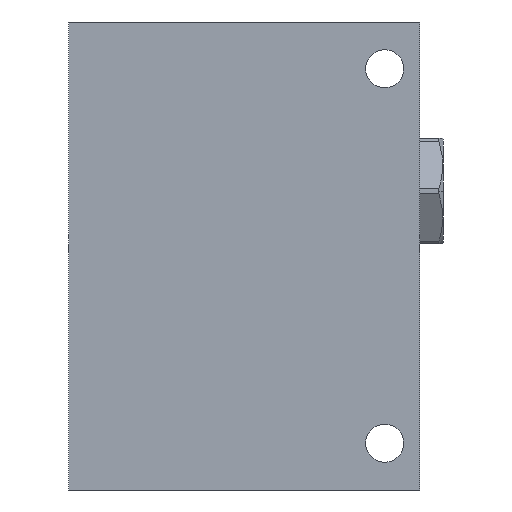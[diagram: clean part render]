
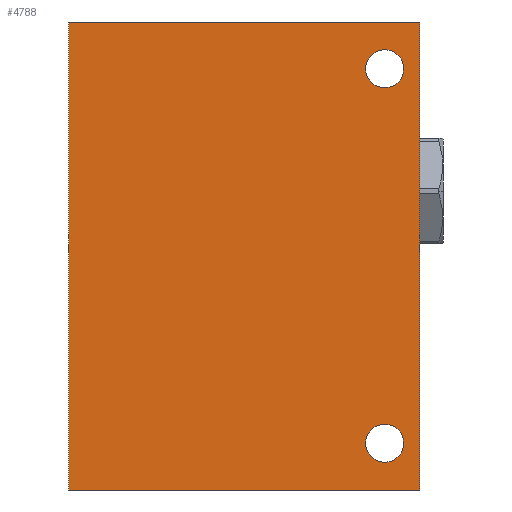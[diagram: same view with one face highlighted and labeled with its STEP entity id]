
A CAD part, left-side view. The second image highlights one B-rep face of the part: STEP entity #4788.
In plain terms, the highlighted planar face has unit normal (-1, 0, 0).
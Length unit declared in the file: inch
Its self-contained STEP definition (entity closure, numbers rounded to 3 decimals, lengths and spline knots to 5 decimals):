
#1=DIRECTION('',(0.,-1.,0.));
#2=VECTOR('',#1,3.75);
#3=CARTESIAN_POINT('',(0.,0.,0.));
#4=LINE('',#3,#2);
#57=DIRECTION('',(0.,0.,1.));
#58=VECTOR('',#57,5.);
#59=CARTESIAN_POINT('',(0.,0.,0.));
#60=LINE('',#59,#58);
#61=CARTESIAN_POINT('',(0.,-3.375,4.5));
#62=DIRECTION('',(-1.,0.,0.));
#63=DIRECTION('',(0.,1.,0.));
#64=AXIS2_PLACEMENT_3D('',#61,#62,#63);
#66=CARTESIAN_POINT('',(0.,-3.375,4.5));
#67=DIRECTION('',(-1.,0.,0.));
#68=DIRECTION('',(0.,-1.,0.));
#69=AXIS2_PLACEMENT_3D('',#66,#67,#68);
#71=CARTESIAN_POINT('',(0.,-3.375,0.5));
#72=DIRECTION('',(-1.,0.,0.));
#73=DIRECTION('',(0.,1.,0.));
#74=AXIS2_PLACEMENT_3D('',#71,#72,#73);
#76=CARTESIAN_POINT('',(0.,-3.375,0.5));
#77=DIRECTION('',(-1.,0.,0.));
#78=DIRECTION('',(0.,-1.,0.));
#79=AXIS2_PLACEMENT_3D('',#76,#77,#78);
#119=DIRECTION('',(0.,0.,1.));
#120=VECTOR('',#119,5.);
#121=CARTESIAN_POINT('',(0.,-3.75,0.));
#122=LINE('',#121,#120);
#153=DIRECTION('',(0.,-1.,0.));
#154=VECTOR('',#153,3.75);
#155=CARTESIAN_POINT('',(0.,0.,5.));
#156=LINE('',#155,#154);
#4153=CARTESIAN_POINT('',(0.,0.,0.));
#4154=CARTESIAN_POINT('',(0.,-3.75,0.));
#4155=VERTEX_POINT('',#4153);
#4156=VERTEX_POINT('',#4154);
#4161=CARTESIAN_POINT('',(0.,0.,5.));
#4162=CARTESIAN_POINT('',(0.,-3.75,5.));
#4163=VERTEX_POINT('',#4161);
#4164=VERTEX_POINT('',#4162);
#4511=CARTESIAN_POINT('',(0.,-3.172,4.5));
#4512=CARTESIAN_POINT('',(0.,-3.578,4.5));
#4513=VERTEX_POINT('',#4511);
#4514=VERTEX_POINT('',#4512);
#4519=CARTESIAN_POINT('',(0.,-3.172,0.5));
#4520=CARTESIAN_POINT('',(0.,-3.578,0.5));
#4521=VERTEX_POINT('',#4519);
#4522=VERTEX_POINT('',#4520);
#4762=CARTESIAN_POINT('',(0.,0.,0.));
#4763=DIRECTION('',(-1.,0.,0.));
#4764=DIRECTION('',(0.,-1.,0.));
#4765=AXIS2_PLACEMENT_3D('',#4762,#4763,#4764);
#4766=PLANE('',#4765);
#4767=ORIENTED_EDGE('',*,*,#4727,.F.);
#4769=ORIENTED_EDGE('',*,*,#4768,.T.);
#4771=ORIENTED_EDGE('',*,*,#4770,.T.);
#4773=ORIENTED_EDGE('',*,*,#4772,.F.);
#4774=EDGE_LOOP('',(#4767,#4769,#4771,#4773));
#4775=FACE_OUTER_BOUND('',#4774,.F.);
#4777=ORIENTED_EDGE('',*,*,#4776,.T.);
#4779=ORIENTED_EDGE('',*,*,#4778,.T.);
#4780=EDGE_LOOP('',(#4777,#4779));
#4781=FACE_BOUND('',#4780,.F.);
#4783=ORIENTED_EDGE('',*,*,#4782,.T.);
#4785=ORIENTED_EDGE('',*,*,#4784,.T.);
#4786=EDGE_LOOP('',(#4783,#4785));
#4787=FACE_BOUND('',#4786,.F.);
#4788=ADVANCED_FACE('',(#4775,#4781,#4787),#4766,.T.);
#65=CIRCLE('',#64,0.203);
#70=CIRCLE('',#69,0.203);
#75=CIRCLE('',#74,0.203);
#80=CIRCLE('',#79,0.203);
#4727=EDGE_CURVE('',#4155,#4156,#4,.T.);
#4768=EDGE_CURVE('',#4155,#4163,#60,.T.);
#4770=EDGE_CURVE('',#4163,#4164,#156,.T.);
#4772=EDGE_CURVE('',#4156,#4164,#122,.T.);
#4776=EDGE_CURVE('',#4513,#4514,#65,.T.);
#4778=EDGE_CURVE('',#4514,#4513,#70,.T.);
#4782=EDGE_CURVE('',#4521,#4522,#75,.T.);
#4784=EDGE_CURVE('',#4522,#4521,#80,.T.);
